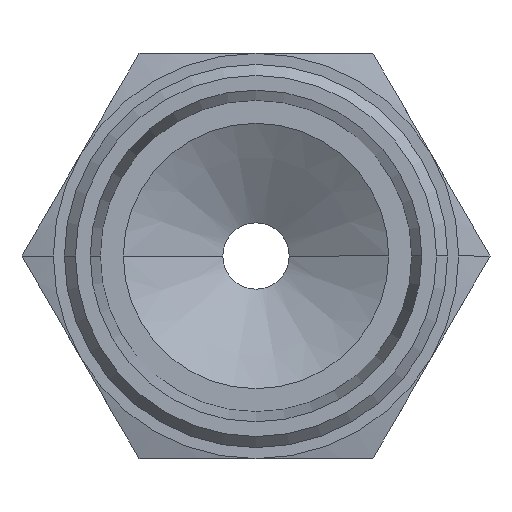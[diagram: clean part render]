
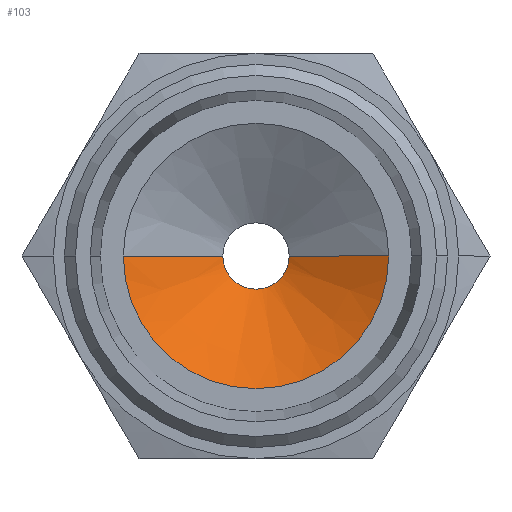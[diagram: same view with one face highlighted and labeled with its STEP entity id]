
A CAD part, left-side view. The second image highlights one B-rep face of the part: STEP entity #103.
In plain terms, the highlighted conical face has half-angle 60 degrees and reference radius 11.25 mm.
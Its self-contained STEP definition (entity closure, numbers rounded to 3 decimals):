
#103 = ADVANCED_FACE( '', ( #305 ), #306, .F. );
#305 = FACE_OUTER_BOUND( '', #675, .T. );
#306 = CONICAL_SURFACE( '', #676, 11.25, 1.047 );
#675 = EDGE_LOOP( '', ( #1182, #1183, #1184, #1185 ) );
#676 = AXIS2_PLACEMENT_3D( '', #1186, #1187, #1188 );
#1182 = ORIENTED_EDGE( '', *, *, #2442, .F. );
#1183 = ORIENTED_EDGE( '', *, *, #2441, .T. );
#1184 = ORIENTED_EDGE( '', *, *, #2443, .F. );
#1185 = ORIENTED_EDGE( '', *, *, #2444, .F. );
#1186 = CARTESIAN_POINT( '', ( 1.397, 0., 0. ) );
#1187 = DIRECTION( '', ( -1., 0., 0. ) );
#1188 = DIRECTION( '', ( 0., 1., 0. ) );
#2441 = EDGE_CURVE( '', #2967, #2971, #2973, .T. );
#2442 = EDGE_CURVE( '', #2967, #2974, #2975, .T. );
#2443 = EDGE_CURVE( '', #2976, #2971, #2977, .T. );
#2444 = EDGE_CURVE( '', #2974, #2976, #2978, .T. );
#2967 = VERTEX_POINT( '', #3755 );
#2971 = VERTEX_POINT( '', #3760 );
#2973 = CIRCLE( '', #3763, 18. );
#2974 = VERTEX_POINT( '', #3764 );
#2975 = LINE( '', #3765, #3766 );
#2976 = VERTEX_POINT( '', #3767 );
#2977 = LINE( '', #3768, #3769 );
#2978 = CIRCLE( '', #3770, 4.5 );
#3755 = CARTESIAN_POINT( '', ( -2.5, 18., 0. ) );
#3760 = CARTESIAN_POINT( '', ( -2.5, -18., 0. ) );
#3763 = AXIS2_PLACEMENT_3D( '', #5003, #5004, #5005 );
#3764 = CARTESIAN_POINT( '', ( 5.294, 4.5, 0. ) );
#3765 = CARTESIAN_POINT( '', ( 1.397, 11.25, 0. ) );
#3766 = VECTOR( '', #5006, 1. );
#3767 = CARTESIAN_POINT( '', ( 5.294, -4.5, 0. ) );
#3768 = CARTESIAN_POINT( '', ( 1.397, -11.25, 0. ) );
#3769 = VECTOR( '', #5007, 1. );
#3770 = AXIS2_PLACEMENT_3D( '', #5008, #5009, #5010 );
#5003 = CARTESIAN_POINT( '', ( -2.5, 0., 0. ) );
#5004 = DIRECTION( '', ( -1., 0., 0. ) );
#5005 = DIRECTION( '', ( 0., 1., 0. ) );
#5006 = DIRECTION( '', ( 0.5, -0.866, 0. ) );
#5007 = DIRECTION( '', ( -0.5, -0.866, 0. ) );
#5008 = CARTESIAN_POINT( '', ( 5.294, 0., 0. ) );
#5009 = DIRECTION( '', ( -1., 0., 0. ) );
#5010 = DIRECTION( '', ( 0., 1., 0. ) );
